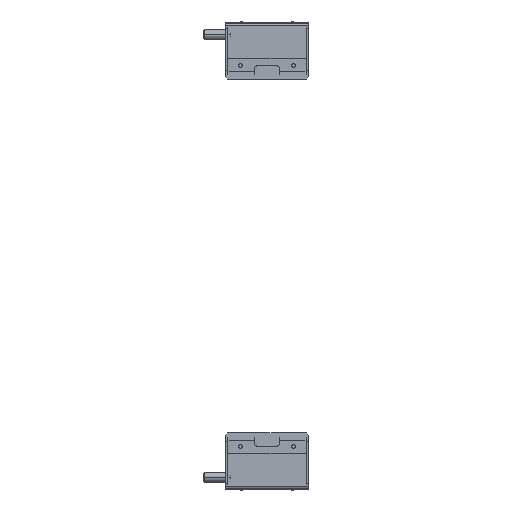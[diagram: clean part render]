
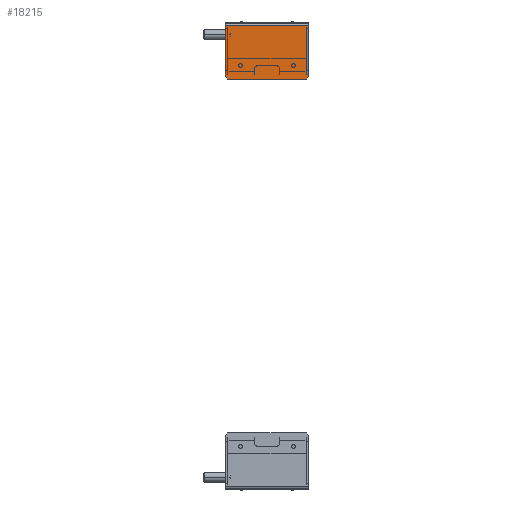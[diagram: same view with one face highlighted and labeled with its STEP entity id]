
A CAD part, left-side view. The second image highlights one B-rep face of the part: STEP entity #18215.
In plain terms, the highlighted face is planar.
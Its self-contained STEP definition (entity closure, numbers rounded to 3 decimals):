
#757 = CARTESIAN_POINT ( 'NONE',  ( 34., 47., -34. ) ) ;
#775 = LINE ( 'NONE', #18044, #20314 ) ;
#950 = EDGE_LOOP ( 'NONE', ( #18689, #19140, #11103, #2851, #18063, #20448 ) ) ;
#1806 = EDGE_CURVE ( 'NONE', #18699, #16684, #19480, .T. ) ;
#2851 = ORIENTED_EDGE ( 'NONE', *, *, #25146, .T. ) ;
#2865 = AXIS2_PLACEMENT_3D ( 'NONE', #16754, #8986, #25230 ) ;
#3182 = CARTESIAN_POINT ( 'NONE',  ( 34., 50., 30.6 ) ) ;
#4873 = VECTOR ( 'NONE', #13272, 1000. ) ;
#5620 = VECTOR ( 'NONE', #20297, 1000. ) ;
#5728 = CARTESIAN_POINT ( 'NONE',  ( 34., 50., 34. ) ) ;
#5840 = CARTESIAN_POINT ( 'NONE',  ( 34., -47., -34. ) ) ;
#5860 = EDGE_CURVE ( 'NONE', #17504, #11849, #13264, .T. ) ;
#6378 = EDGE_CURVE ( 'NONE', #11849, #12470, #24864, .T. ) ;
#6839 = VECTOR ( 'NONE', #9866, 1000. ) ;
#8986 = DIRECTION ( 'NONE',  ( -1., 0., 0. ) ) ;
#9866 = DIRECTION ( 'NONE',  ( 0., 0., -1. ) ) ;
#10636 = VERTEX_POINT ( 'NONE', #16088 ) ;
#10644 = FACE_OUTER_BOUND ( 'NONE', #950, .T. ) ;
#10930 = CARTESIAN_POINT ( 'NONE',  ( 34., -50., -31. ) ) ;
#11103 = ORIENTED_EDGE ( 'NONE', *, *, #14140, .F. ) ;
#11849 = VERTEX_POINT ( 'NONE', #18655 ) ;
#12470 = VERTEX_POINT ( 'NONE', #5840 ) ;
#12480 = CARTESIAN_POINT ( 'NONE',  ( 34., 50., -31. ) ) ;
#13264 = LINE ( 'NONE', #21819, #6839 ) ;
#13272 = DIRECTION ( 'NONE',  ( 0., -1., 0. ) ) ;
#13553 = VECTOR ( 'NONE', #16887, 1000. ) ;
#14140 = EDGE_CURVE ( 'NONE', #10636, #12470, #775, .T. ) ;
#14959 = PLANE ( 'NONE',  #2865 ) ;
#14991 = CARTESIAN_POINT ( 'NONE',  ( 34., -50., 30.6 ) ) ;
#15280 = DIRECTION ( 'NONE',  ( 0., 0., -1. ) ) ;
#16088 = CARTESIAN_POINT ( 'NONE',  ( 34., 47., -34. ) ) ;
#16684 = VERTEX_POINT ( 'NONE', #12480 ) ;
#16754 = CARTESIAN_POINT ( 'NONE',  ( 34., 50., 34. ) ) ;
#16887 = DIRECTION ( 'NONE',  ( 0., 0.707, -0.707 ) ) ;
#17127 = CARTESIAN_POINT ( 'NONE',  ( 34., 50., 30.6 ) ) ;
#17504 = VERTEX_POINT ( 'NONE', #14991 ) ;
#17533 = EDGE_CURVE ( 'NONE', #18699, #17504, #21079, .T. ) ;
#18044 = CARTESIAN_POINT ( 'NONE',  ( 34., 50., -34. ) ) ;
#18063 = ORIENTED_EDGE ( 'NONE', *, *, #1806, .F. ) ;
#18215 = ADVANCED_FACE ( 'NONE', ( #10644 ), #14959, .F. ) ;
#18655 = CARTESIAN_POINT ( 'NONE',  ( 34., -50., -31. ) ) ;
#18689 = ORIENTED_EDGE ( 'NONE', *, *, #5860, .T. ) ;
#18699 = VERTEX_POINT ( 'NONE', #3182 ) ;
#19140 = ORIENTED_EDGE ( 'NONE', *, *, #6378, .T. ) ;
#19372 = LINE ( 'NONE', #757, #5620 ) ;
#19480 = LINE ( 'NONE', #5728, #21337 ) ;
#20297 = DIRECTION ( 'NONE',  ( 0., 0.707, 0.707 ) ) ;
#20314 = VECTOR ( 'NONE', #23810, 1000. ) ;
#20448 = ORIENTED_EDGE ( 'NONE', *, *, #17533, .T. ) ;
#21079 = LINE ( 'NONE', #17127, #4873 ) ;
#21337 = VECTOR ( 'NONE', #15280, 1000. ) ;
#21819 = CARTESIAN_POINT ( 'NONE',  ( 34., -50., 34. ) ) ;
#23810 = DIRECTION ( 'NONE',  ( 0., -1., 0. ) ) ;
#24864 = LINE ( 'NONE', #10930, #13553 ) ;
#25146 = EDGE_CURVE ( 'NONE', #10636, #16684, #19372, .T. ) ;
#25230 = DIRECTION ( 'NONE',  ( 0., 0., 1. ) ) ;
